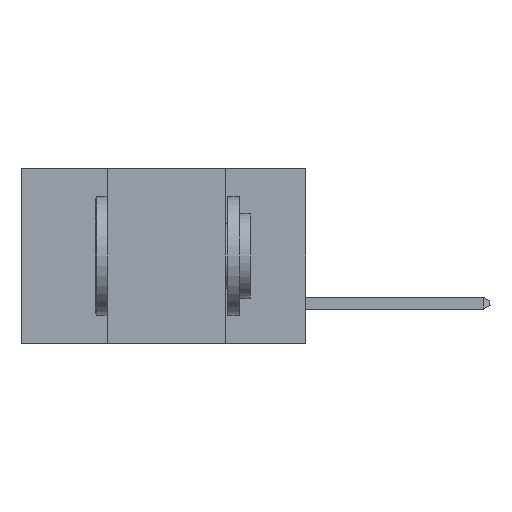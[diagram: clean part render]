
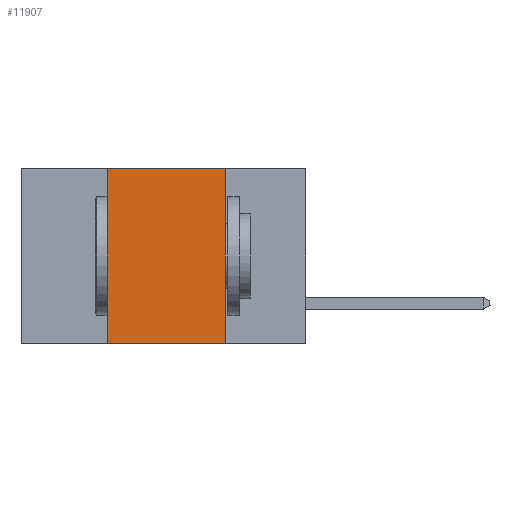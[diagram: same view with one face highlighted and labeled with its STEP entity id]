
A CAD part, left-side view. The second image highlights one B-rep face of the part: STEP entity #11907.
In plain terms, the highlighted planar face has unit normal (-1, 0, 0).
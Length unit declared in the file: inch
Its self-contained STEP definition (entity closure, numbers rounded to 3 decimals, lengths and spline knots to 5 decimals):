
#152 = CARTESIAN_POINT ( 'NONE',  ( 0., 0.6, -0.37 ) ) ;
#195 = EDGE_LOOP ( 'NONE', ( #18710, #16441, #11191, #4131 ) ) ;
#232 = DIRECTION ( 'NONE',  ( 0., 0., 1. ) ) ;
#2325 = EDGE_CURVE ( 'NONE', #5544, #14153, #10045, .T. ) ;
#3117 = DIRECTION ( 'NONE',  ( 0., 0., -1. ) ) ;
#3541 = CARTESIAN_POINT ( 'NONE',  ( 0., 0.6, 0. ) ) ;
#4004 = EDGE_CURVE ( 'NONE', #11026, #14153, #7613, .T. ) ;
#4131 = ORIENTED_EDGE ( 'NONE', *, *, #2325, .T. ) ;
#5489 = EDGE_CURVE ( 'NONE', #17239, #11026, #16120, .T. ) ;
#5544 = VERTEX_POINT ( 'NONE', #13264 ) ;
#5800 = CARTESIAN_POINT ( 'NONE',  ( 0., 0.17, 0. ) ) ;
#6678 = EDGE_CURVE ( 'NONE', #5544, #17239, #6695, .T. ) ;
#6695 = LINE ( 'NONE', #19137, #18734 ) ;
#7613 = LINE ( 'NONE', #8895, #17229 ) ;
#8895 = CARTESIAN_POINT ( 'NONE',  ( 0., 0.17, 0. ) ) ;
#9807 = VECTOR ( 'NONE', #19527, 39.37008 ) ;
#10042 = CARTESIAN_POINT ( 'NONE',  ( 0., 0.42, 0. ) ) ;
#10045 = LINE ( 'NONE', #152, #9807 ) ;
#10691 = AXIS2_PLACEMENT_3D ( 'NONE', #14019, #12444, #3117 ) ;
#11026 = VERTEX_POINT ( 'NONE', #5800 ) ;
#11191 = ORIENTED_EDGE ( 'NONE', *, *, #6678, .F. ) ;
#11907 = ADVANCED_FACE ( 'NONE', ( #15788 ), #20352, .F. ) ;
#12444 = DIRECTION ( 'NONE',  ( 1., 0., 0. ) ) ;
#13264 = CARTESIAN_POINT ( 'NONE',  ( 0., 0.42, -0.37 ) ) ;
#14019 = CARTESIAN_POINT ( 'NONE',  ( 0., 0.6, 0. ) ) ;
#14153 = VERTEX_POINT ( 'NONE', #19099 ) ;
#15632 = VECTOR ( 'NONE', #17898, 39.37008 ) ;
#15788 = FACE_OUTER_BOUND ( 'NONE', #195, .T. ) ;
#16120 = LINE ( 'NONE', #3541, #15632 ) ;
#16441 = ORIENTED_EDGE ( 'NONE', *, *, #5489, .F. ) ;
#17229 = VECTOR ( 'NONE', #18090, 39.37008 ) ;
#17239 = VERTEX_POINT ( 'NONE', #10042 ) ;
#17898 = DIRECTION ( 'NONE',  ( 0., -1., 0. ) ) ;
#18090 = DIRECTION ( 'NONE',  ( 0., 0., -1. ) ) ;
#18710 = ORIENTED_EDGE ( 'NONE', *, *, #4004, .F. ) ;
#18734 = VECTOR ( 'NONE', #232, 39.37008 ) ;
#19099 = CARTESIAN_POINT ( 'NONE',  ( 0., 0.17, -0.37 ) ) ;
#19137 = CARTESIAN_POINT ( 'NONE',  ( 0., 0.42, 0. ) ) ;
#19527 = DIRECTION ( 'NONE',  ( 0., -1., 0. ) ) ;
#20352 = PLANE ( 'NONE',  #10691 ) ;
